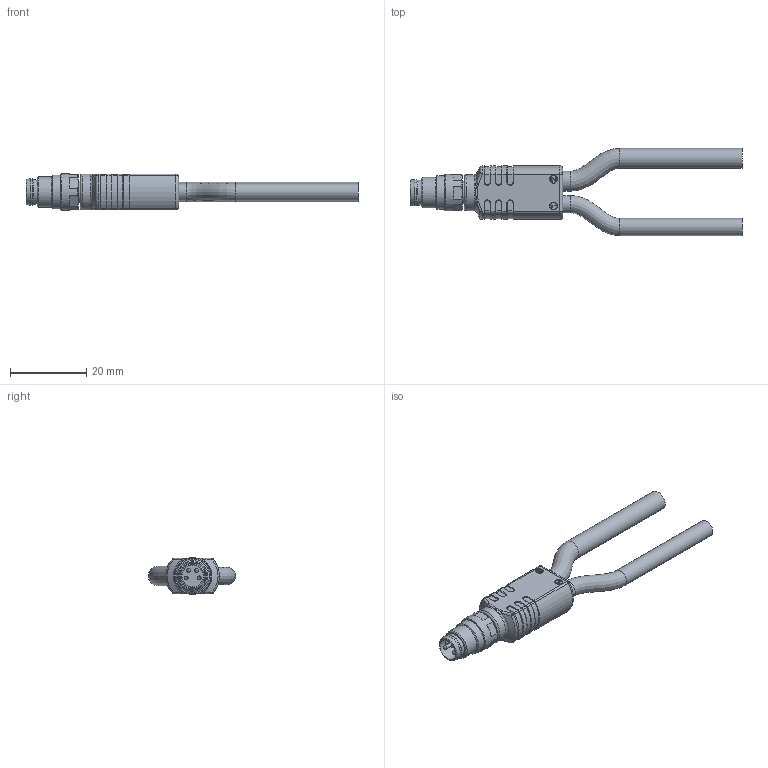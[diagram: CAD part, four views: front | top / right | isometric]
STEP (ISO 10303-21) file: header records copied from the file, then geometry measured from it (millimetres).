
FILE_DESCRIPTION(/* description */ (''),/* implementation_level */ '2;1');
FILE_NAME(/* name */ 'YK-FS4M8_stp.stp',/* time_stamp */ '2016-11-11T13:01:08+01:00',/* author */ (''),/* organization */ (''),/* preprocessor_version */ 'ST-DEVELOPER v16',/* originating_system */ 'SIEMENS PLM Software NX 10.0',/* authorisation */ '');
FILE_SCHEMA (('AUTOMOTIVE_DESIGN { 1 0 10303 214 3 1 1 1 }'));
Length unit declared in the file: millimetre
Products named in the file (1): 5027227__Umspritzung_part_291443
Bounding box: 87 x 22.85 x 9.6 mm (x, y, z)
Volume: 5351.1 mm3; surface area: 3326.3 mm2
Topology: 1 solids, 1 shells, 301 faces, 745 edges, 453 vertices
Faces by surface type: cylinder 100, plane 73, torus 57, extrusion 28, bspline 18, cone 13, sphere 12
Full cylindrical faces by diameter (mm): 1 x4, 2 x4, 4.5 x2, 5.2 x2, 5.8 x1, 5.9 x1, 6.5 x1, 6.9 x1, 8 x1, 8.8 x1, 9.4 x1, 9.6 x1
Entity records: 11380 total; most frequent: CARTESIAN_POINT 4548, DIRECTION 1430, ORIENTED_EDGE 1376, EDGE_CURVE 688, AXIS2_PLACEMENT_3D 570, VERTEX_POINT 438, EDGE_LOOP 350, CIRCLE 314
